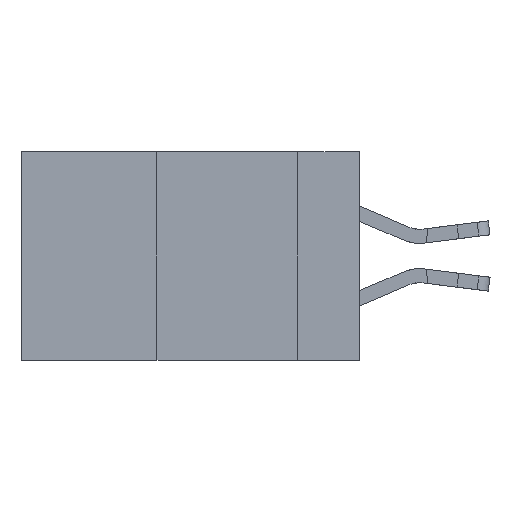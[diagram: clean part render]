
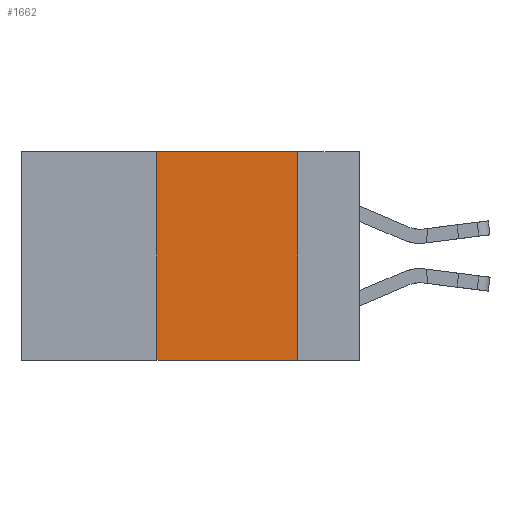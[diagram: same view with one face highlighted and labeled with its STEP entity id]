
A CAD part, left-side view. The second image highlights one B-rep face of the part: STEP entity #1662.
In plain terms, the highlighted planar face has unit normal (-1, 0, 0).
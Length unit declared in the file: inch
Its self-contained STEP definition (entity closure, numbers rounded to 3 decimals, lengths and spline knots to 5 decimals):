
#46 = DIRECTION ( 'NONE',  ( 0., 0., -1. ) ) ;
#59 = DIRECTION ( 'NONE',  ( 0., -1., 0. ) ) ;
#1063 = CARTESIAN_POINT ( 'NONE',  ( 0., 0.11, -0.37 ) ) ;
#1662 = ADVANCED_FACE ( 'NONE', ( #23846 ), #21864, .F. ) ;
#1769 = VECTOR ( 'NONE', #24668, 39.37008 ) ;
#2217 = CARTESIAN_POINT ( 'NONE',  ( 0., 0.11, 0. ) ) ;
#2855 = CARTESIAN_POINT ( 'NONE',  ( 0., 0.11, 0. ) ) ;
#3241 = LINE ( 'NONE', #10539, #8849 ) ;
#3393 = CARTESIAN_POINT ( 'NONE',  ( 0., 0.36, 0. ) ) ;
#4192 = LINE ( 'NONE', #22279, #19370 ) ;
#4341 = LINE ( 'NONE', #10141, #24764 ) ;
#4747 = CARTESIAN_POINT ( 'NONE',  ( 0., 0.36, -0.37 ) ) ;
#5154 = AXIS2_PLACEMENT_3D ( 'NONE', #13821, #15772, #46 ) ;
#5998 = VERTEX_POINT ( 'NONE', #2217 ) ;
#7365 = ORIENTED_EDGE ( 'NONE', *, *, #18678, .F. ) ;
#8849 = VECTOR ( 'NONE', #12380, 39.37008 ) ;
#10141 = CARTESIAN_POINT ( 'NONE',  ( 0., 0.6, -0.37 ) ) ;
#10539 = CARTESIAN_POINT ( 'NONE',  ( 0., 0.36, 0. ) ) ;
#11959 = VERTEX_POINT ( 'NONE', #3393 ) ;
#12307 = EDGE_CURVE ( 'NONE', #5998, #18880, #19439, .T. ) ;
#12380 = DIRECTION ( 'NONE',  ( 0., 0., 1. ) ) ;
#13660 = ORIENTED_EDGE ( 'NONE', *, *, #22125, .T. ) ;
#13821 = CARTESIAN_POINT ( 'NONE',  ( 0., 0.6, 0. ) ) ;
#14419 = ORIENTED_EDGE ( 'NONE', *, *, #18725, .F. ) ;
#15772 = DIRECTION ( 'NONE',  ( 1., 0., 0. ) ) ;
#18424 = EDGE_LOOP ( 'NONE', ( #22337, #7365, #14419, #13660 ) ) ;
#18678 = EDGE_CURVE ( 'NONE', #11959, #5998, #4192, .T. ) ;
#18725 = EDGE_CURVE ( 'NONE', #20301, #11959, #3241, .T. ) ;
#18880 = VERTEX_POINT ( 'NONE', #1063 ) ;
#19370 = VECTOR ( 'NONE', #22361, 39.37008 ) ;
#19439 = LINE ( 'NONE', #2855, #1769 ) ;
#20301 = VERTEX_POINT ( 'NONE', #4747 ) ;
#21864 = PLANE ( 'NONE',  #5154 ) ;
#22125 = EDGE_CURVE ( 'NONE', #20301, #18880, #4341, .T. ) ;
#22279 = CARTESIAN_POINT ( 'NONE',  ( 0., 0.6, 0. ) ) ;
#22337 = ORIENTED_EDGE ( 'NONE', *, *, #12307, .F. ) ;
#22361 = DIRECTION ( 'NONE',  ( 0., -1., 0. ) ) ;
#23846 = FACE_OUTER_BOUND ( 'NONE', #18424, .T. ) ;
#24668 = DIRECTION ( 'NONE',  ( 0., 0., -1. ) ) ;
#24764 = VECTOR ( 'NONE', #59, 39.37008 ) ;
